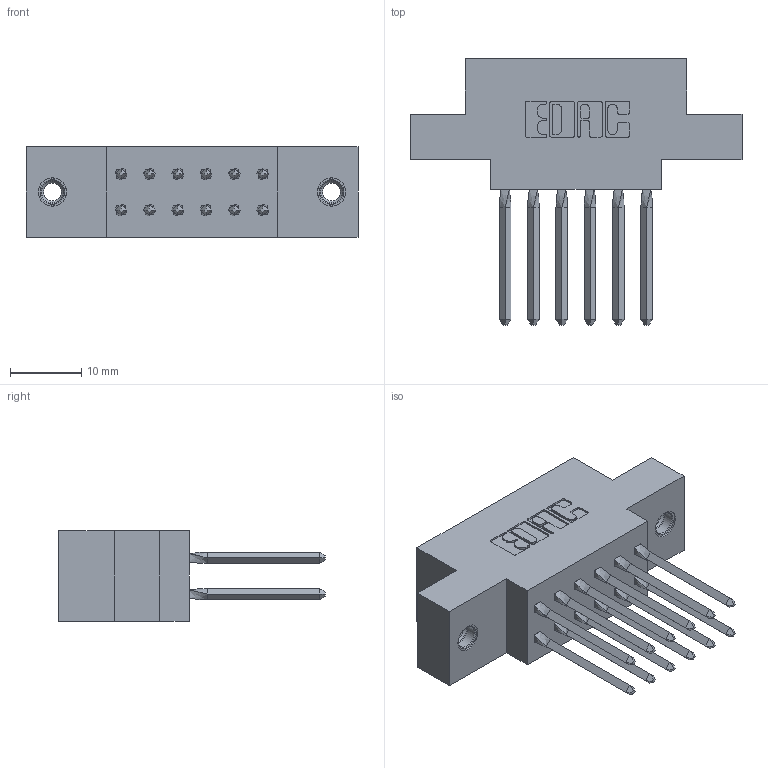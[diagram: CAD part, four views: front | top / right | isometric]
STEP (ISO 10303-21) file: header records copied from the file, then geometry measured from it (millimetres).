
FILE_DESCRIPTION (( 'STEP AP203' ), '1' );
FILE_NAME ('317-012-542-807.STEP', '2020-02-27T14:11:20', ( '' ), ( '' ), 'SwSTEP 2.0', 'SolidWorks 2016', '' );
FILE_SCHEMA (( 'CONFIG_CONTROL_DESIGN' ));
Length unit declared in the file: inch
Products named in the file (4): 317-290-003_542; 317 Part_.156 Dia - TI; 345-250-001_345-250-005-103; 317-012-542-807
Assembly tree (15 placements, depth 2):
  317-012-542-807
    317 Part_.156 Dia - TI
    317-290-003_542  x12
    345-250-001_345-250-005-103  x2
Bounding box: 46.48 x 37.34 x 12.7 mm (x, y, z)
Volume: 6460.1 mm3; surface area: 7864.5 mm2
Topology: 15 solids, 15 shells, 846 faces, 2331 edges, 1490 vertices
Faces by surface type: plane 642, cylinder 140, bspline 48, cone 12, torus 4
Entity records: 13898 total; most frequent: CARTESIAN_POINT 2640, ORIENTED_EDGE 2296, DIRECTION 2034, EDGE_CURVE 1148, LINE 958, VECTOR 958, VERTEX_POINT 756, AXIS2_PLACEMENT_3D 538
